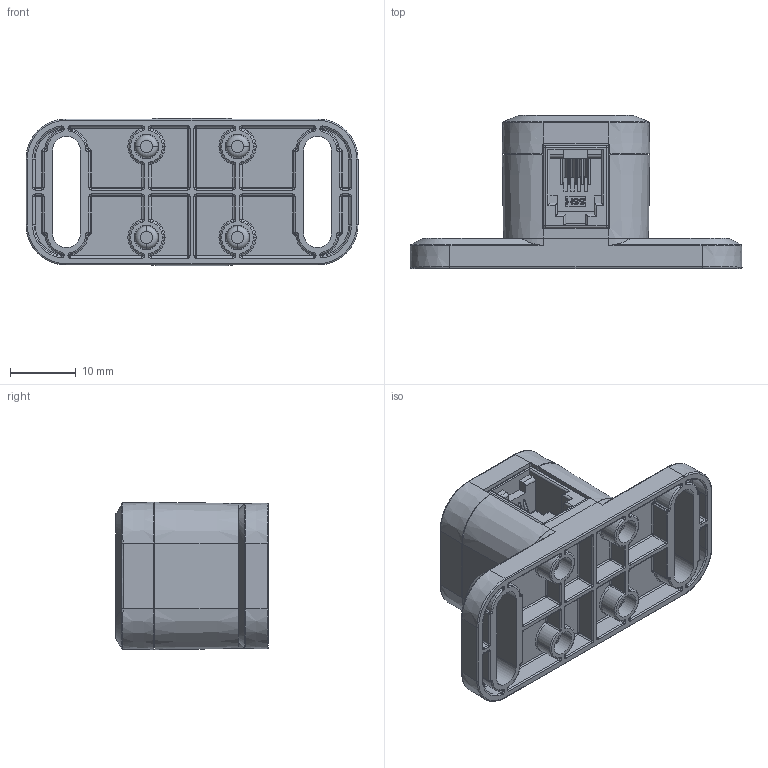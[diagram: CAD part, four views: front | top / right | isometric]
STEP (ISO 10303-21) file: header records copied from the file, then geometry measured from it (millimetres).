
FILE_DESCRIPTION (( 'STEP AP203' ), '1' );
FILE_NAME ('V5 Distance Sensor (276-4852).STEP', '2020-09-22T22:03:17', ( '' ), ( '' ), 'SwSTEP 2.0', 'SolidWorks 2019', '' );
FILE_SCHEMA (( 'CONFIG_CONTROL_DESIGN' ));
Length unit declared in the file: millimetre
Products named in the file (11): 276-4852-900 Web; 276-4852-006 Web; Part15^276-4852-900 Web; 276-7043-001 Web_Dual Flange; 276-4852-900.step; V5 Distance Sensor (276-4852); 276-7043-002 Web; 276-4852-900-Rev5.step; 228-2677-006 Web; 276-4852-003 Web; SH-55-41.step
Assembly tree (13 placements, depth 5):
  V5 Distance Sensor (276-4852)
    276-7043-001 Web_Dual Flange
    276-7043-002 Web
    276-4852-003 Web
    228-2677-006 Web  x4
    276-4852-006 Web
    276-4852-900 Web
      276-4852-900-Rev5.step
        276-4852-900.step
          SH-55-41.step
      Part15^276-4852-900 Web
Bounding box: 50.39 x 23.2 x 22.4 mm (x, y, z)
Volume: 6814.6 mm3; surface area: 11522.3 mm2
Topology: 10 solids, 10 shells, 1185 faces, 2913 edges, 1729 vertices
Faces by surface type: plane 415, cylinder 377, torus 196, sphere 88, cone 58, bspline 51
Entity records: 39852 total; most frequent: CARTESIAN_POINT 11548, DIRECTION 5915, ORIENTED_EDGE 5568, EDGE_CURVE 2784, AXIS2_PLACEMENT_3D 2249, VERTEX_POINT 1688, LINE 1417, VECTOR 1417
